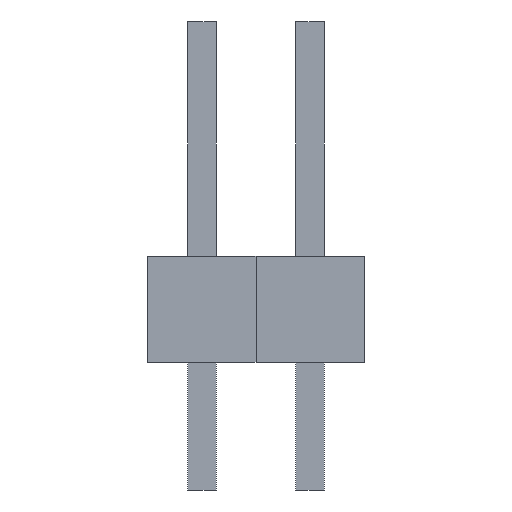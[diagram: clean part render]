
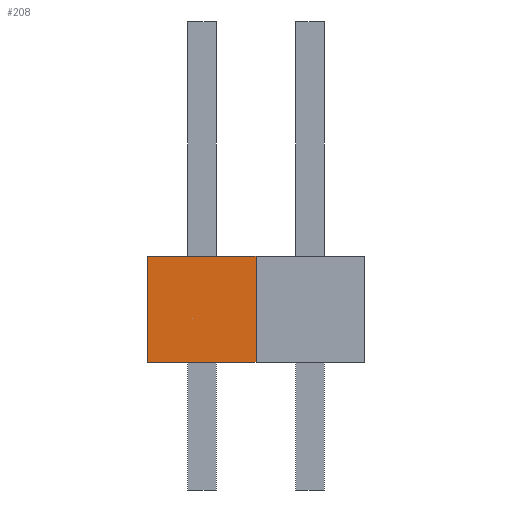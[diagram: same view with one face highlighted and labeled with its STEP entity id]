
A CAD part, front view. The second image highlights one B-rep face of the part: STEP entity #208.
In plain terms, the highlighted planar face has unit normal (0, -1, 0).
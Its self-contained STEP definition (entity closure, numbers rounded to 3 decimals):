
#13=DIRECTION('',(0.,0.,1.));
#14=DIRECTION('',(1.,0.,0.));
#159=EDGE_CURVE('',#160,#162,#164,.T.);
#160=VERTEX_POINT('',#161);
#161=CARTESIAN_POINT('',(-1.27,-1.271,0.));
#162=VERTEX_POINT('',#163);
#163=CARTESIAN_POINT('',(-1.27,-1.271,2.5));
#164=LINE('',#161,#165);
#165=VECTOR('',#13,1.);
#172=DIRECTION('',(0.,1.,0.));
#186=ORIENTED_EDGE('',*,*,#187,.F.);
#187=EDGE_CURVE('',#188,#190,#192,.T.);
#188=VERTEX_POINT('',#189);
#189=CARTESIAN_POINT('',(1.27,-1.271,0.));
#190=VERTEX_POINT('',#191);
#191=CARTESIAN_POINT('',(1.27,-1.271,2.5));
#192=LINE('',#189,#165);
#208=ADVANCED_FACE('',(#209),#219,.F.);
#209=FACE_BOUND('',#210,.F.);
#210=EDGE_LOOP('',(#211,#215,#216,#186));
#211=ORIENTED_EDGE('',*,*,#212,.F.);
#212=EDGE_CURVE('',#160,#188,#213,.T.);
#213=LINE('',#161,#214);
#214=VECTOR('',#14,1.);
#215=ORIENTED_EDGE('',*,*,#159,.T.);
#216=ORIENTED_EDGE('',*,*,#217,.T.);
#217=EDGE_CURVE('',#162,#190,#218,.T.);
#218=LINE('',#163,#214);
#219=PLANE('',#220);
#220=AXIS2_PLACEMENT_3D('',#161,#172,#13);
